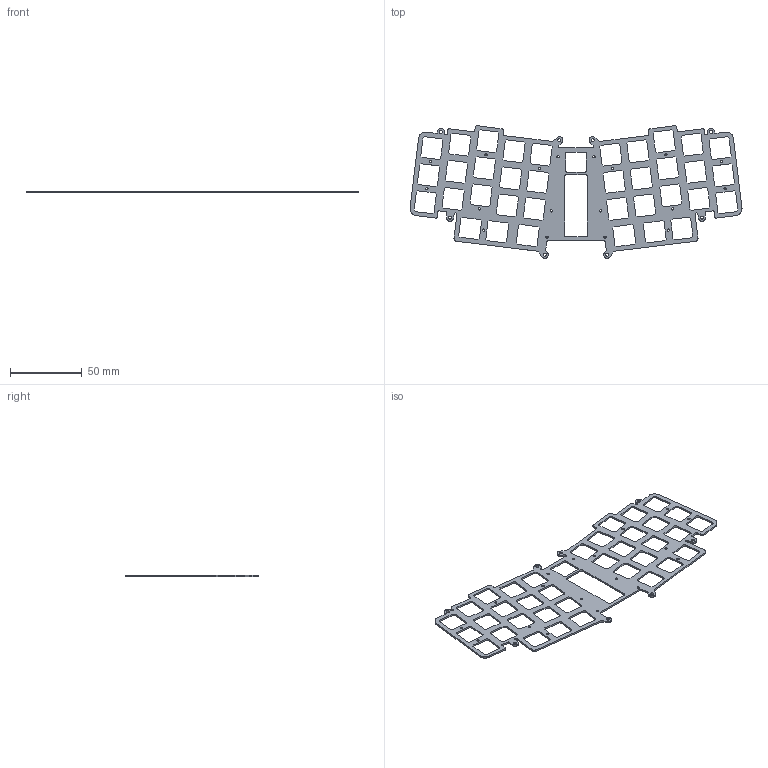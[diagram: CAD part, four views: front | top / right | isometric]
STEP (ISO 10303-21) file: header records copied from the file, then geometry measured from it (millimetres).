
FILE_DESCRIPTION(('KiCad electronic assembly'),'2;1');
FILE_NAME('plate_36keys-3D.step','2024-02-07T04:27:07',('Pcbnew'),( 'Kicad'),'Open CASCADE STEP processor 7.6','KiCad to STEP converter' ,'Unknown');
FILE_SCHEMA(('AUTOMOTIVE_DESIGN { 1 0 10303 214 1 1 1 1 }'));
Length unit declared in the file: millimetre
Products named in the file (2): plate_36keys-3D 1; plate_36keys PCB
Assembly tree (1 placements, depth 2):
  plate_36keys-3D 1
    plate_36keys PCB
Bounding box: 231.63 x 92.48 x 1.2 mm (x, y, z)
Volume: 9652.5 mm3; surface area: 19691.7 mm2
Topology: 1 solids, 1 shells, 977 faces, 2925 edges, 1950 vertices
Faces by surface type: plane 951, cylinder 26
Full cylindrical faces by diameter (mm): 1.6 x18, 2.1 x8
Entity records: 70735 total; most frequent: CARTESIAN_POINT 12016, DIRECTION 10733, LINE 8671, VECTOR 8671, ORIENTED_EDGE 5850, PCURVE 5850, DEFINITIONAL_REPRESENTATION 5850, EDGE_CURVE 2925
